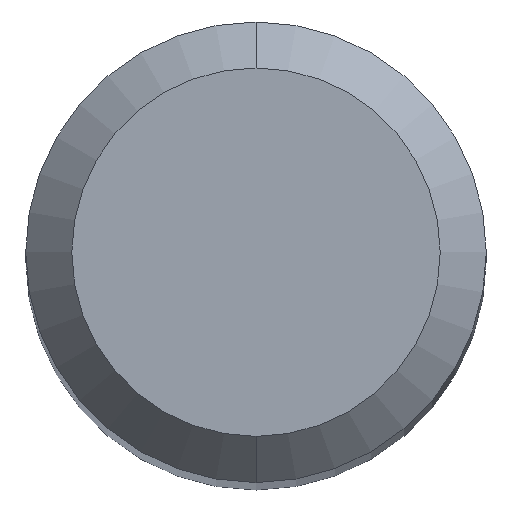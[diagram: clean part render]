
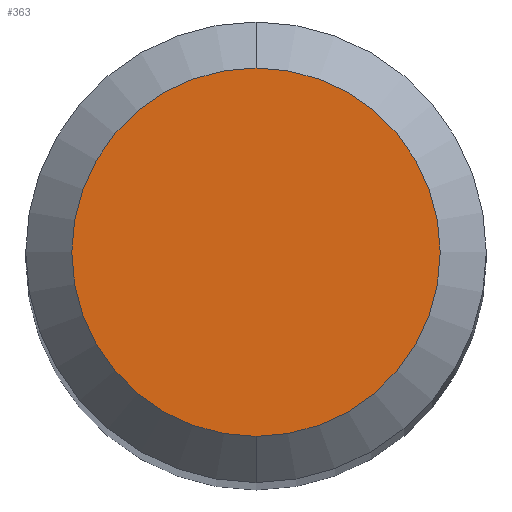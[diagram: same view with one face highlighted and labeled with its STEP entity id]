
A CAD part, top view. The second image highlights one B-rep face of the part: STEP entity #363.
In plain terms, the highlighted planar face has unit normal (0, 0, 1).
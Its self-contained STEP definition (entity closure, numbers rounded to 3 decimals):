
#197=EDGE_CURVE('',#285,#431,#490,.T.);
#285=VERTEX_POINT('',#586);
#363=ADVANCED_FACE('',(#676),#677,.T.);
#405=EDGE_CURVE('',#431,#285,#722,.T.);
#431=VERTEX_POINT('',#750);
#490=CIRCLE('',#818,1.2);
#586=CARTESIAN_POINT('',(0.,-1.2,0.0));
#676=FACE_OUTER_BOUND('',#1137,.T.);
#677=PLANE('',#1138);
#722=CIRCLE('',#1237,1.2);
#750=CARTESIAN_POINT('',(0.0,1.2,0.0));
#818=AXIS2_PLACEMENT_3D('',#1407,#1408,#1409);
#1137=EDGE_LOOP('',(#1643,#1644));
#1138=AXIS2_PLACEMENT_3D('',#1645,#1646,#1647);
#1237=AXIS2_PLACEMENT_3D('',#1685,#1686,#1687);
#1407=CARTESIAN_POINT('',(0.0,0.0,0.0));
#1408=DIRECTION('',(0.0,0.0,-1.0));
#1409=DIRECTION('',(0.0,1.0,0.0));
#1643=ORIENTED_EDGE('',*,*,#405,.F.);
#1644=ORIENTED_EDGE('',*,*,#197,.F.);
#1645=CARTESIAN_POINT('',(0.0,0.6,0.0));
#1646=DIRECTION('',(-0.0,0.0,1.0));
#1647=DIRECTION('',(0.0,-1.0,0.0));
#1685=CARTESIAN_POINT('',(0.0,0.0,0.0));
#1686=DIRECTION('',(0.0,0.0,-1.0));
#1687=DIRECTION('',(0.0,1.0,0.0));
